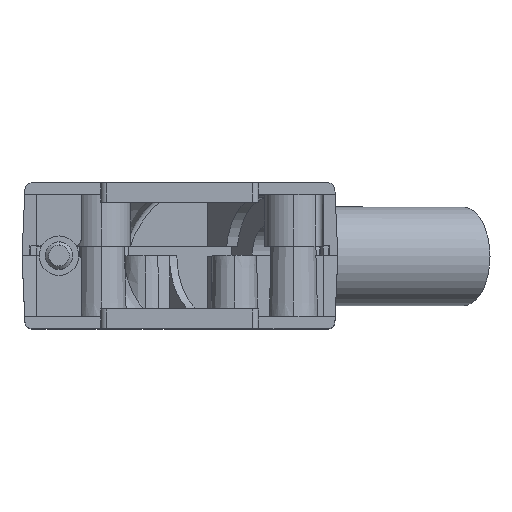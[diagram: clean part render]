
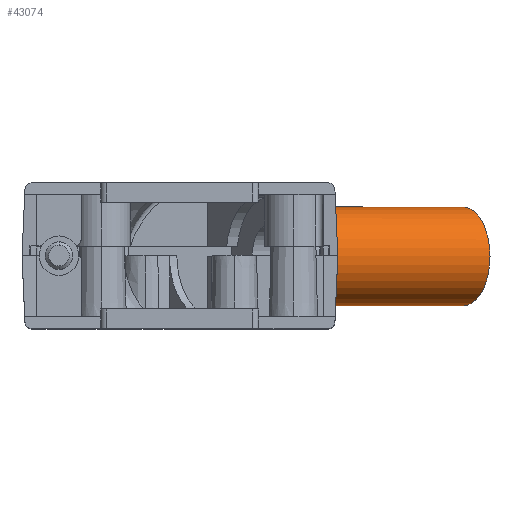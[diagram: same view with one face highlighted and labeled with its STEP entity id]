
A CAD part, top view. The second image highlights one B-rep face of the part: STEP entity #43074.
In plain terms, the highlighted cylindrical face has radius 5 mm (diameter 10 mm), a partial arc.
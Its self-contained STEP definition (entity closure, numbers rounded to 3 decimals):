
#3590 = CARTESIAN_POINT ( 'NONE',  ( 0., -22., 0. ) ) ;
#4059 = DIRECTION ( 'NONE',  ( 0., 0., 1. ) ) ;
#6552 = ORIENTED_EDGE ( 'NONE', *, *, #115063, .T. ) ;
#7837 = VERTEX_POINT ( 'NONE', #47248 ) ;
#7914 = CARTESIAN_POINT ( 'NONE',  ( 0., -22., -5. ) ) ;
#11942 = VERTEX_POINT ( 'NONE', #69510 ) ;
#15225 = ORIENTED_EDGE ( 'NONE', *, *, #18889, .F. ) ;
#18174 = CARTESIAN_POINT ( 'NONE',  ( 0., 0., 5. ) ) ;
#18889 = EDGE_CURVE ( 'NONE', #11942, #99371, #96984, .T. ) ;
#22880 = FACE_OUTER_BOUND ( 'NONE', #32608, .T. ) ;
#23356 = DIRECTION ( 'NONE',  ( 0., 1., 0. ) ) ;
#29956 = DIRECTION ( 'NONE',  ( 0., 0., 1. ) ) ;
#32608 = EDGE_LOOP ( 'NONE', ( #15225, #54963, #6552, #102378 ) ) ;
#32721 = DIRECTION ( 'NONE',  ( 0., 1., 0. ) ) ;
#38745 = CYLINDRICAL_SURFACE ( 'NONE', #93577, 5. ) ;
#41536 = CARTESIAN_POINT ( 'NONE',  ( 0., -22., 5. ) ) ;
#43074 = ADVANCED_FACE ( 'NONE', ( #22880 ), #38745, .T. ) ;
#47248 = CARTESIAN_POINT ( 'NONE',  ( 0., -22., 5. ) ) ;
#50311 = LINE ( 'NONE', #41536, #95677 ) ;
#54631 = CARTESIAN_POINT ( 'NONE',  ( 0., 0., 0. ) ) ;
#54963 = ORIENTED_EDGE ( 'NONE', *, *, #72683, .T. ) ;
#58511 = DIRECTION ( 'NONE',  ( 0., 0., 1. ) ) ;
#69129 = VERTEX_POINT ( 'NONE', #18174 ) ;
#69510 = CARTESIAN_POINT ( 'NONE',  ( 0., -22., -5. ) ) ;
#72683 = EDGE_CURVE ( 'NONE', #11942, #7837, #72829, .T. ) ;
#72829 = CIRCLE ( 'NONE', #95253, 5. ) ;
#76171 = DIRECTION ( 'NONE',  ( 0., 1., 0. ) ) ;
#85366 = EDGE_CURVE ( 'NONE', #99371, #69129, #115687, .T. ) ;
#93577 = AXIS2_PLACEMENT_3D ( 'NONE', #3590, #76171, #29956 ) ;
#95253 = AXIS2_PLACEMENT_3D ( 'NONE', #112463, #23356, #58511 ) ;
#95677 = VECTOR ( 'NONE', #32721, 1000. ) ;
#96984 = LINE ( 'NONE', #7914, #102469 ) ;
#99352 = DIRECTION ( 'NONE',  ( 0., 1., 0. ) ) ;
#99371 = VERTEX_POINT ( 'NONE', #103810 ) ;
#101343 = DIRECTION ( 'NONE',  ( 0., 1., 0. ) ) ;
#102378 = ORIENTED_EDGE ( 'NONE', *, *, #85366, .F. ) ;
#102469 = VECTOR ( 'NONE', #99352, 1000. ) ;
#102634 = AXIS2_PLACEMENT_3D ( 'NONE', #54631, #101343, #4059 ) ;
#103810 = CARTESIAN_POINT ( 'NONE',  ( 0., 0., -5. ) ) ;
#112463 = CARTESIAN_POINT ( 'NONE',  ( 0., -22., 0. ) ) ;
#115063 = EDGE_CURVE ( 'NONE', #7837, #69129, #50311, .T. ) ;
#115687 = CIRCLE ( 'NONE', #102634, 5. ) ;
